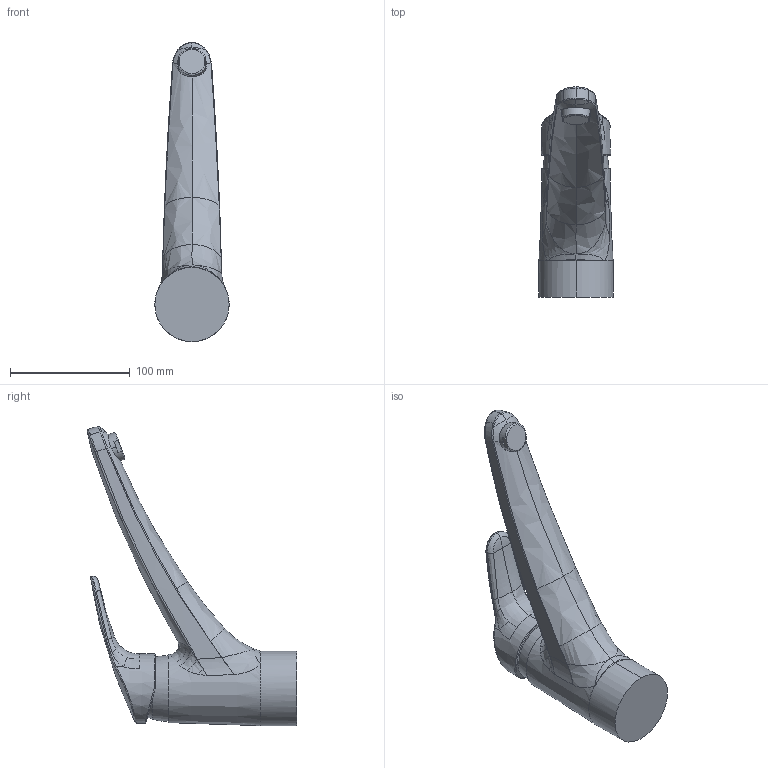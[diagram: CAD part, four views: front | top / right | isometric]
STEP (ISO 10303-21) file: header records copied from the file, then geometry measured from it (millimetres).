
FILE_DESCRIPTION (( 'STEP AP203' ), '1' );
FILE_NAME ('01142283.STEP', '2018-03-15T04:51:06', ( '' ), ( '' ), 'SwSTEP 2.0', 'SolidWorks 2016', '' );
FILE_SCHEMA (( 'CONFIG_CONTROL_DESIGN' ));
Length unit declared in the file: millimetre
Products named in the file (1): 01142283
Bounding box: 62 x 175.15 x 249.8 mm (x, y, z)
Volume: 640753.2 mm3; surface area: 61512.7 mm2
Topology: 1 solids, 1 shells, 132 faces, 321 edges, 186 vertices
Faces by surface type: bspline 106, plane 10, cone 8, cylinder 6, torus 2
Entity records: 15570 total; most frequent: CARTESIAN_POINT 13334, ORIENTED_EDGE 628, EDGE_CURVE 314, B_SPLINE_CURVE_WITH_KNOTS 254, VERTEX_POINT 186, EDGE_LOOP 134, FACE_OUTER_BOUND 132, ADVANCED_FACE 132
